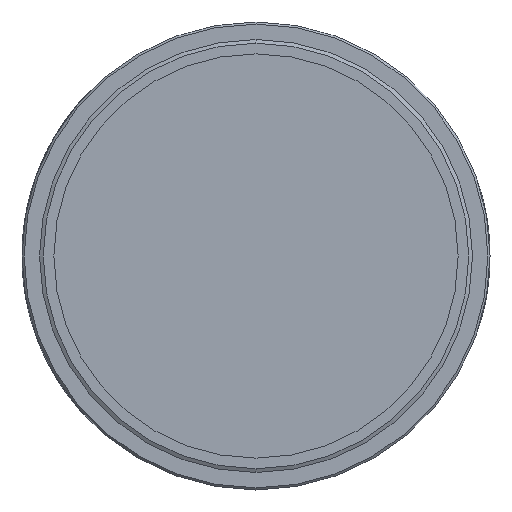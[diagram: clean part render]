
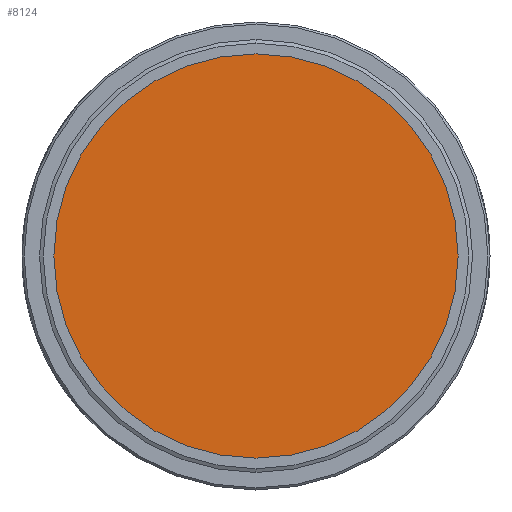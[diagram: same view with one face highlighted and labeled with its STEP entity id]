
A CAD part, left-side view. The second image highlights one B-rep face of the part: STEP entity #8124.
In plain terms, the highlighted planar face has unit normal (-1, 0, 0).
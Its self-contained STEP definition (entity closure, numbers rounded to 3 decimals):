
#762 = VERTEX_POINT ( 'NONE', #4128 ) ;
#2182 = CIRCLE ( 'NONE', #12578, 25.4 ) ;
#2779 = DIRECTION ( 'NONE',  ( 0., -0.978, 0.208 ) ) ;
#2914 = FACE_OUTER_BOUND ( 'NONE', #13227, .T. ) ;
#3536 = DIRECTION ( 'NONE',  ( 0., -0.978, 0.208 ) ) ;
#4128 = CARTESIAN_POINT ( 'NONE',  ( -2.667, 24.844, -5.286 ) ) ;
#6182 = VERTEX_POINT ( 'NONE', #15672 ) ;
#6699 = DIRECTION ( 'NONE',  ( 0., -0.978, 0.208 ) ) ;
#6901 = EDGE_CURVE ( 'NONE', #6182, #762, #8179, .T. ) ;
#7217 = DIRECTION ( 'NONE',  ( 1., 0., 0. ) ) ;
#8124 = ADVANCED_FACE ( 'NONE', ( #2914 ), #9690, .F. ) ;
#8179 = CIRCLE ( 'NONE', #14937, 25.4 ) ;
#9236 = AXIS2_PLACEMENT_3D ( 'NONE', #10952, #7217, #3536 ) ;
#9690 = PLANE ( 'NONE',  #9236 ) ;
#10169 = CARTESIAN_POINT ( 'NONE',  ( -2.667, 0., 0. ) ) ;
#10251 = DIRECTION ( 'NONE',  ( 1., 0., 0. ) ) ;
#10952 = CARTESIAN_POINT ( 'NONE',  ( -2.667, 0., 0. ) ) ;
#12563 = DIRECTION ( 'NONE',  ( 1., 0., 0. ) ) ;
#12578 = AXIS2_PLACEMENT_3D ( 'NONE', #10169, #12563, #2779 ) ;
#13057 = EDGE_CURVE ( 'NONE', #762, #6182, #2182, .T. ) ;
#13227 = EDGE_LOOP ( 'NONE', ( #15658, #15079 ) ) ;
#14106 = CARTESIAN_POINT ( 'NONE',  ( -2.667, 0., 0. ) ) ;
#14937 = AXIS2_PLACEMENT_3D ( 'NONE', #14106, #10251, #6699 ) ;
#15079 = ORIENTED_EDGE ( 'NONE', *, *, #13057, .F. ) ;
#15658 = ORIENTED_EDGE ( 'NONE', *, *, #6901, .F. ) ;
#15672 = CARTESIAN_POINT ( 'NONE',  ( -2.667, -24.844, 5.286 ) ) ;
